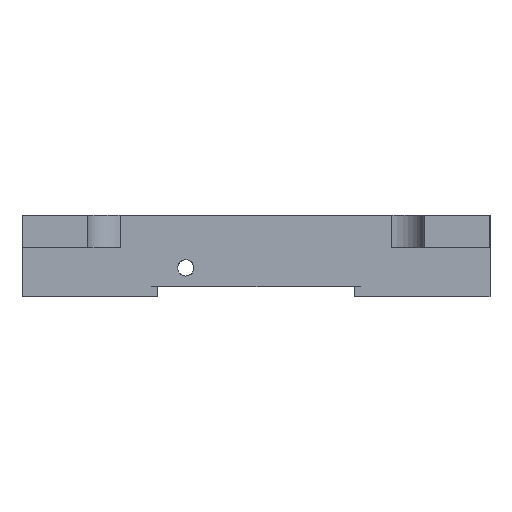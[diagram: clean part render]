
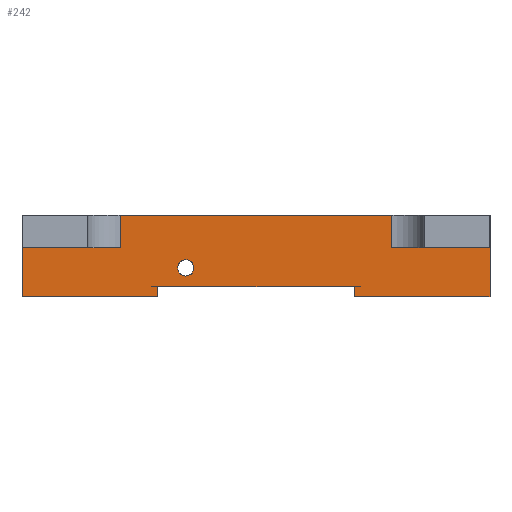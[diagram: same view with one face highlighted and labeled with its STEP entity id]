
A CAD part, left-side view. The second image highlights one B-rep face of the part: STEP entity #242.
In plain terms, the highlighted planar face has unit normal (-1, 0, 0).
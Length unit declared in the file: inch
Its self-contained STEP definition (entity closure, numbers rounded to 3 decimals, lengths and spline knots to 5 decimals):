
#242 = ADVANCED_FACE( '', ( #535, #536 ), #537, .F. );
#535 = FACE_BOUND( '', #880, .T. );
#536 = FACE_OUTER_BOUND( '', #881, .T. );
#537 = PLANE( '', #882 );
#880 = EDGE_LOOP( '', ( #1524 ) );
#881 = EDGE_LOOP( '', ( #1525, #1526, #1527, #1528, #1529, #1530, #1531, #1532, #1533, #1534, #1535, #1536 ) );
#882 = AXIS2_PLACEMENT_3D( '', #1537, #1538, #1539 );
#1524 = ORIENTED_EDGE( '', *, *, #1973, .F. );
#1525 = ORIENTED_EDGE( '', *, *, #2226, .F. );
#1526 = ORIENTED_EDGE( '', *, *, #2211, .T. );
#1527 = ORIENTED_EDGE( '', *, *, #2227, .T. );
#1528 = ORIENTED_EDGE( '', *, *, #2034, .T. );
#1529 = ORIENTED_EDGE( '', *, *, #2162, .T. );
#1530 = ORIENTED_EDGE( '', *, *, #2003, .T. );
#1531 = ORIENTED_EDGE( '', *, *, #2139, .T. );
#1532 = ORIENTED_EDGE( '', *, *, #2086, .F. );
#1533 = ORIENTED_EDGE( '', *, *, #2228, .T. );
#1534 = ORIENTED_EDGE( '', *, *, #2229, .F. );
#1535 = ORIENTED_EDGE( '', *, *, #2230, .T. );
#1536 = ORIENTED_EDGE( '', *, *, #2231, .T. );
#1537 = CARTESIAN_POINT( '', ( -1.125, 1.125, 0.34449 ) );
#1538 = DIRECTION( '', ( 1., 0., 0. ) );
#1539 = DIRECTION( '', ( 0., 0., -1. ) );
#1973 = EDGE_CURVE( '', #2350, #2350, #2351, .F. );
#2003 = EDGE_CURVE( '', #2404, #2401, #2405, .T. );
#2034 = EDGE_CURVE( '', #2459, #2457, #2460, .T. );
#2086 = EDGE_CURVE( '', #2547, #2543, #2549, .T. );
#2139 = EDGE_CURVE( '', #2401, #2543, #2635, .T. );
#2162 = EDGE_CURVE( '', #2457, #2404, #2666, .T. );
#2211 = EDGE_CURVE( '', #2734, #2732, #2735, .F. );
#2226 = EDGE_CURVE( '', #2734, #2756, #2757, .T. );
#2227 = EDGE_CURVE( '', #2732, #2459, #2758, .T. );
#2228 = EDGE_CURVE( '', #2547, #2759, #2760, .T. );
#2229 = EDGE_CURVE( '', #2761, #2759, #2762, .T. );
#2230 = EDGE_CURVE( '', #2761, #2763, #2764, .T. );
#2231 = EDGE_CURVE( '', #2763, #2756, #2765, .T. );
#2350 = VERTEX_POINT( '', #2910 );
#2351 = CIRCLE( '', #2911, 0.03937 );
#2401 = VERTEX_POINT( '', #3034 );
#2404 = VERTEX_POINT( '', #3037 );
#2405 = LINE( '', #3038, #3039 );
#2457 = VERTEX_POINT( '', #3110 );
#2459 = VERTEX_POINT( '', #3113 );
#2460 = LINE( '', #3114, #3115 );
#2543 = VERTEX_POINT( '', #3230 );
#2547 = VERTEX_POINT( '', #3235 );
#2549 = LINE( '', #3237, #3238 );
#2635 = LINE( '', #3379, #3380 );
#2666 = LINE( '', #3416, #3417 );
#2732 = VERTEX_POINT( '', #3500 );
#2734 = VERTEX_POINT( '', #3502 );
#2735 = LINE( '', #3503, #3504 );
#2756 = VERTEX_POINT( '', #3535 );
#2757 = LINE( '', #3536, #3537 );
#2758 = LINE( '', #3538, #3539 );
#2759 = VERTEX_POINT( '', #3540 );
#2760 = LINE( '', #3541, #3542 );
#2761 = VERTEX_POINT( '', #3543 );
#2762 = LINE( '', #3544, #3545 );
#2763 = VERTEX_POINT( '', #3546 );
#2764 = LINE( '', #3547, #3548 );
#2765 = LINE( '', #3549, #3550 );
#2910 = CARTESIAN_POINT( '', ( -1.125, 0.3376, 0.05118 ) );
#2911 = AXIS2_PLACEMENT_3D( '', #3716, #3717, #3718 );
#3034 = CARTESIAN_POINT( '', ( -1.125, 0.47321, 0. ) );
#3037 = CARTESIAN_POINT( '', ( -1.125, 0.47321, -0.04921 ) );
#3038 = CARTESIAN_POINT( '', ( -1.125, 0.47321, -0.04921 ) );
#3039 = VECTOR( '', #3757, 39.37008 );
#3110 = CARTESIAN_POINT( '', ( -1.125, 1.125, -0.04921 ) );
#3113 = CARTESIAN_POINT( '', ( -1.125, 1.125, 0.18701 ) );
#3114 = CARTESIAN_POINT( '', ( -1.125, 1.125, 0.34449 ) );
#3115 = VECTOR( '', #3793, 39.37008 );
#3230 = CARTESIAN_POINT( '', ( -1.125, -0.47321, 0. ) );
#3235 = CARTESIAN_POINT( '', ( -1.125, -0.47321, -0.04921 ) );
#3237 = CARTESIAN_POINT( '', ( -1.125, -0.47321, -0.04921 ) );
#3238 = VECTOR( '', #3854, 39.37008 );
#3379 = CARTESIAN_POINT( '', ( -1.125, 1.125, 0. ) );
#3380 = VECTOR( '', #3924, 39.37008 );
#3416 = CARTESIAN_POINT( '', ( -1.125, 1.125, -0.04921 ) );
#3417 = VECTOR( '', #3963, 39.37008 );
#3500 = CARTESIAN_POINT( '', ( -1.125, 0.65256, 0.18701 ) );
#3502 = CARTESIAN_POINT( '', ( -1.125, 0.65256, 0.34449 ) );
#3503 = CARTESIAN_POINT( '', ( -1.125, 0.65256, 0.34449 ) );
#3504 = VECTOR( '', #4029, 39.37008 );
#3535 = CARTESIAN_POINT( '', ( -1.125, -0.65256, 0.34449 ) );
#3536 = CARTESIAN_POINT( '', ( -1.125, 1.125, 0.34449 ) );
#3537 = VECTOR( '', #4043, 39.37008 );
#3538 = CARTESIAN_POINT( '', ( -1.125, 0.81004, 0.18701 ) );
#3539 = VECTOR( '', #4044, 39.37008 );
#3540 = CARTESIAN_POINT( '', ( -1.125, -1.125, -0.04921 ) );
#3541 = CARTESIAN_POINT( '', ( -1.125, -0.47321, -0.04921 ) );
#3542 = VECTOR( '', #4045, 39.37008 );
#3543 = CARTESIAN_POINT( '', ( -1.125, -1.125, 0.18701 ) );
#3544 = CARTESIAN_POINT( '', ( -1.125, -1.125, 0.34449 ) );
#3545 = VECTOR( '', #4046, 39.37008 );
#3546 = CARTESIAN_POINT( '', ( -1.125, -0.65256, 0.18701 ) );
#3547 = CARTESIAN_POINT( '', ( -1.125, -1.125, 0.18701 ) );
#3548 = VECTOR( '', #4047, 39.37008 );
#3549 = CARTESIAN_POINT( '', ( -1.125, -0.65256, 0.34449 ) );
#3550 = VECTOR( '', #4048, 39.37008 );
#3716 = CARTESIAN_POINT( '', ( -1.125, 0.3376, 0.09055 ) );
#3717 = DIRECTION( '', ( 1., 0., 0. ) );
#3718 = DIRECTION( '', ( 0., 0., -1. ) );
#3757 = DIRECTION( '', ( 0., 0., 1. ) );
#3793 = DIRECTION( '', ( 0., 0., -1. ) );
#3854 = DIRECTION( '', ( 0., 0., 1. ) );
#3924 = DIRECTION( '', ( 0., -1., 0. ) );
#3963 = DIRECTION( '', ( 0., -1., 0. ) );
#4029 = DIRECTION( '', ( 0., 0., 1. ) );
#4043 = DIRECTION( '', ( 0., -1., 0. ) );
#4044 = DIRECTION( '', ( 0., 1., 0. ) );
#4045 = DIRECTION( '', ( 0., -1., 0. ) );
#4046 = DIRECTION( '', ( 0., 0., -1. ) );
#4047 = DIRECTION( '', ( 0., 1., 0. ) );
#4048 = DIRECTION( '', ( 0., 0., 1. ) );
